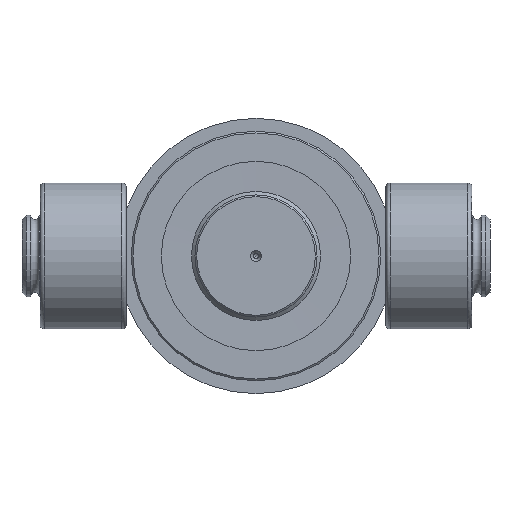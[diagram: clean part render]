
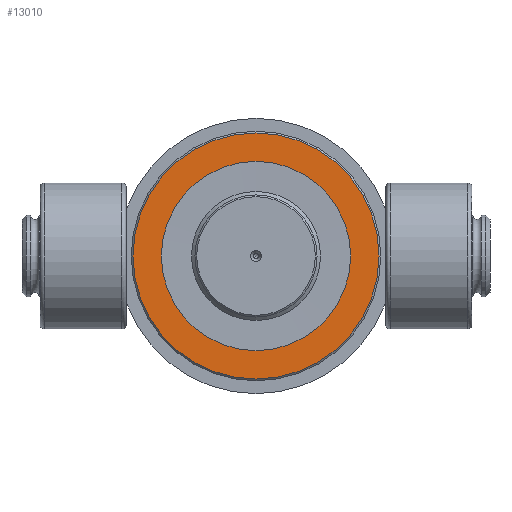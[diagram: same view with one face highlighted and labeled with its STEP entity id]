
A CAD part, front view. The second image highlights one B-rep face of the part: STEP entity #13010.
In plain terms, the highlighted face is planar.
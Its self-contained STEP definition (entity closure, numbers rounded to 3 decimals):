
#2736=PLANE('',#13831);
#3424=FACE_BOUND('',#5048,.T.);
#4228=FACE_OUTER_BOUND('',#5047,.T.);
#5047=EDGE_LOOP('',(#12151));
#5048=EDGE_LOOP('',(#12152));
#5266=CIRCLE('',#13828,143.);
#5268=CIRCLE('',#13832,110.);
#6532=VERTEX_POINT('',#26390);
#6534=VERTEX_POINT('',#26396);
#8409=EDGE_CURVE('',#6532,#6532,#5266,.T.);
#8411=EDGE_CURVE('',#6534,#6534,#5268,.T.);
#12151=ORIENTED_EDGE('',*,*,#8409,.F.);
#12152=ORIENTED_EDGE('',*,*,#8411,.T.);
#13010=ADVANCED_FACE('',(#4228,#3424),#2736,.F.);
#13828=AXIS2_PLACEMENT_3D('',#26391,#16391,#16392);
#13831=AXIS2_PLACEMENT_3D('',#26395,#16397,#16398);
#13832=AXIS2_PLACEMENT_3D('',#26397,#16399,#16400);
#16391=DIRECTION('center_axis',(0.,0.,1.));
#16392=DIRECTION('ref_axis',(-1.,0.,0.));
#16397=DIRECTION('center_axis',(0.,0.,1.));
#16398=DIRECTION('ref_axis',(1.,0.,0.));
#16399=DIRECTION('center_axis',(0.,0.,1.));
#16400=DIRECTION('ref_axis',(0.,-1.,0.));
#26390=CARTESIAN_POINT('',(143.,0.,0.));
#26391=CARTESIAN_POINT('Origin',(0.,0.,0.));
#26395=CARTESIAN_POINT('Origin',(0.,0.,
0.));
#26396=CARTESIAN_POINT('',(0.,-110.,0.));
#26397=CARTESIAN_POINT('Origin',(0.,0.,0.));
